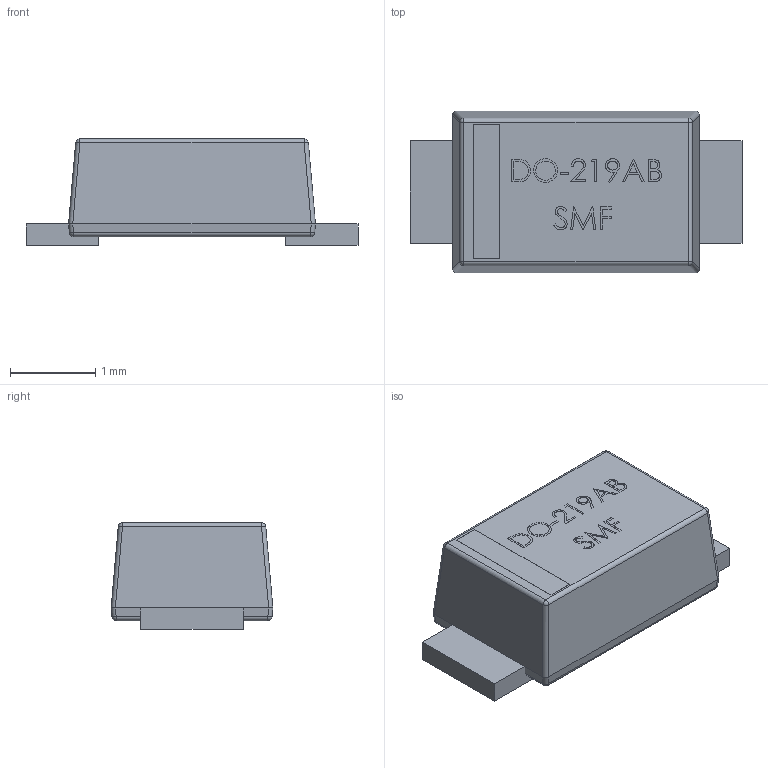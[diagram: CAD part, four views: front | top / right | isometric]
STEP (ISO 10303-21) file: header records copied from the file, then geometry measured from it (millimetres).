
FILE_DESCRIPTION (( 'STEP AP214' ), '1' );
FILE_NAME ('4F48CF83-EEE4-4AC3-B409-6A4A74541EE7.STEP', '2025-11-12T03:47:39', ( '' ), ( '' ), 'SwSTEP 2.0', 'SolidWorks 2022', '' );
FILE_SCHEMA (( 'AUTOMOTIVE_DESIGN' ));
Length unit declared in the file: millimetre
Products named in the file (1): 4F48CF83-EEE4-4AC3-B409-6A4A74541EE7
Bounding box: 3.9 x 1.9 x 1.25 mm (x, y, z)
Volume: 6.4 mm3; surface area: 26.5 mm2
Topology: 3 solids, 3 shells, 192 faces, 472 edges, 304 vertices
Faces by surface type: plane 114, bspline 54, cylinder 16, sphere 8
Entity records: 10732 total; most frequent: CARTESIAN_POINT 4403, ORIENTED_EDGE 944, DIRECTION 662, EDGE_CURVE 472, LINE 336, VECTOR 336, VERTEX_POINT 304, EDGE_LOOP 210
